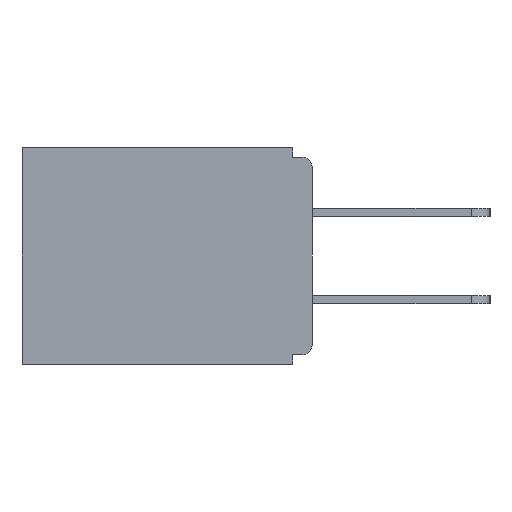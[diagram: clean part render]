
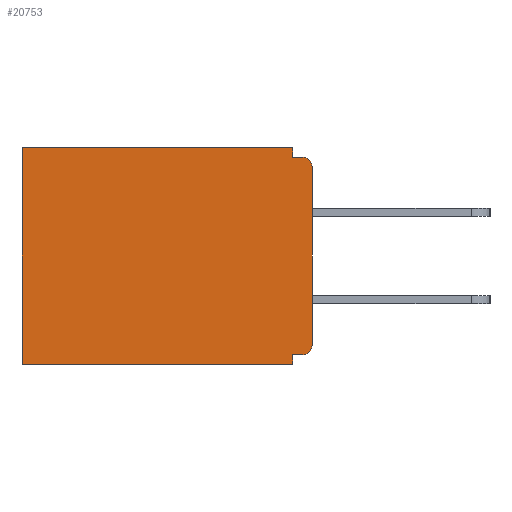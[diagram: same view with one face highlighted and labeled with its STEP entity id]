
A CAD part, left-side view. The second image highlights one B-rep face of the part: STEP entity #20753.
In plain terms, the highlighted planar face has unit normal (-1, 0, 0).
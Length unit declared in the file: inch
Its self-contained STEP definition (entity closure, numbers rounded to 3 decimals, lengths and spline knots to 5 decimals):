
#335 = CARTESIAN_POINT ( 'NONE',  ( 0.298, 0., -0.015 ) ) ;
#796 = CARTESIAN_POINT ( 'NONE',  ( 0.298, 0.031, -0.343 ) ) ;
#1246 = CIRCLE ( 'NONE', #15400, 0.015 ) ;
#1885 = ORIENTED_EDGE ( 'NONE', *, *, #21742, .F. ) ;
#2556 = EDGE_CURVE ( 'NONE', #8100, #13739, #11417, .T. ) ;
#2588 = ORIENTED_EDGE ( 'NONE', *, *, #6735, .T. ) ;
#2628 = VERTEX_POINT ( 'NONE', #7801 ) ;
#2696 = DIRECTION ( 'NONE',  ( -1., 0., 0. ) ) ;
#3245 = EDGE_CURVE ( 'NONE', #8100, #10999, #1246, .T. ) ;
#5230 = CARTESIAN_POINT ( 'NONE',  ( 0.298, 0.46, -0.343 ) ) ;
#5653 = VERTEX_POINT ( 'NONE', #18016 ) ;
#5716 = EDGE_CURVE ( 'NONE', #5915, #2628, #8770, .T. ) ;
#5915 = VERTEX_POINT ( 'NONE', #27803 ) ;
#6201 = VECTOR ( 'NONE', #27517, 39.37008 ) ;
#6387 = VECTOR ( 'NONE', #27204, 39.37008 ) ;
#6642 = CARTESIAN_POINT ( 'NONE',  ( 0.298, 0., -0.313 ) ) ;
#6735 = EDGE_CURVE ( 'NONE', #5653, #16460, #28895, .T. ) ;
#6877 = DIRECTION ( 'NONE',  ( 0., 0., -1. ) ) ;
#7651 = DIRECTION ( 'NONE',  ( 0., 1., 0. ) ) ;
#7801 = CARTESIAN_POINT ( 'NONE',  ( 0.298, 0.015, -0.015 ) ) ;
#7849 = ORIENTED_EDGE ( 'NONE', *, *, #17316, .T. ) ;
#8100 = VERTEX_POINT ( 'NONE', #26064 ) ;
#8289 = VECTOR ( 'NONE', #11901, 39.37008 ) ;
#8770 = LINE ( 'NONE', #335, #18527 ) ;
#9275 = ORIENTED_EDGE ( 'NONE', *, *, #25220, .F. ) ;
#9718 = VECTOR ( 'NONE', #27832, 39.37008 ) ;
#9813 = EDGE_LOOP ( 'NONE', ( #7849, #20767, #9275, #24091, #2588, #23228, #1885, #11526, #18276, #23382 ) ) ;
#9816 = VECTOR ( 'NONE', #20915, 39.37008 ) ;
#10662 = EDGE_CURVE ( 'NONE', #14973, #10999, #15731, .T. ) ;
#10664 = EDGE_CURVE ( 'NONE', #14778, #5653, #23404, .T. ) ;
#10999 = VERTEX_POINT ( 'NONE', #6642 ) ;
#11228 = VECTOR ( 'NONE', #7651, 39.37008 ) ;
#11417 = LINE ( 'NONE', #25103, #8289 ) ;
#11526 = ORIENTED_EDGE ( 'NONE', *, *, #2556, .F. ) ;
#11759 = CARTESIAN_POINT ( 'NONE',  ( 0.298, 0.46, 0. ) ) ;
#11901 = DIRECTION ( 'NONE',  ( 0., 1., 0. ) ) ;
#12273 = CARTESIAN_POINT ( 'NONE',  ( 0.298, 0., -0.343 ) ) ;
#13601 = CARTESIAN_POINT ( 'NONE',  ( 0.298, 0.031, -0.343 ) ) ;
#13706 = DIRECTION ( 'NONE',  ( 0., 0., -1. ) ) ;
#13739 = VERTEX_POINT ( 'NONE', #14135 ) ;
#13880 = CARTESIAN_POINT ( 'NONE',  ( 0.298, 0.015, -0.313 ) ) ;
#14135 = CARTESIAN_POINT ( 'NONE',  ( 0.298, 0.031, -0.328 ) ) ;
#14269 = CARTESIAN_POINT ( 'NONE',  ( 0.298, 0., 0. ) ) ;
#14602 = LINE ( 'NONE', #12273, #9718 ) ;
#14778 = VERTEX_POINT ( 'NONE', #21695 ) ;
#14973 = VERTEX_POINT ( 'NONE', #28351 ) ;
#15400 = AXIS2_PLACEMENT_3D ( 'NONE', #13880, #18176, #6877 ) ;
#15731 = LINE ( 'NONE', #27291, #9816 ) ;
#16032 = CARTESIAN_POINT ( 'NONE',  ( 0.298, 0.015, -0.03 ) ) ;
#16226 = DIRECTION ( 'NONE',  ( 0., 0., -1. ) ) ;
#16460 = VERTEX_POINT ( 'NONE', #5230 ) ;
#16602 = VERTEX_POINT ( 'NONE', #796 ) ;
#17294 = AXIS2_PLACEMENT_3D ( 'NONE', #18278, #20733, #16226 ) ;
#17316 = EDGE_CURVE ( 'NONE', #14973, #2628, #27946, .T. ) ;
#18016 = CARTESIAN_POINT ( 'NONE',  ( 0.298, 0.46, 0. ) ) ;
#18176 = DIRECTION ( 'NONE',  ( -1., 0., 0. ) ) ;
#18276 = ORIENTED_EDGE ( 'NONE', *, *, #3245, .T. ) ;
#18278 = CARTESIAN_POINT ( 'NONE',  ( 0.298, 0., 0. ) ) ;
#18286 = DIRECTION ( 'NONE',  ( 0., 0., -1. ) ) ;
#18527 = VECTOR ( 'NONE', #20555, 39.37008 ) ;
#18975 = CARTESIAN_POINT ( 'NONE',  ( 0.298, 0.031, -0.343 ) ) ;
#19823 = FACE_OUTER_BOUND ( 'NONE', #9813, .T. ) ;
#20332 = EDGE_CURVE ( 'NONE', #16602, #16460, #14602, .T. ) ;
#20555 = DIRECTION ( 'NONE',  ( 0., -1., 0. ) ) ;
#20733 = DIRECTION ( 'NONE',  ( 1., 0., 0. ) ) ;
#20753 = ADVANCED_FACE ( 'NONE', ( #19823 ), #25152, .F. ) ;
#20767 = ORIENTED_EDGE ( 'NONE', *, *, #5716, .F. ) ;
#20915 = DIRECTION ( 'NONE',  ( 0., 0., -1. ) ) ;
#21695 = CARTESIAN_POINT ( 'NONE',  ( 0.298, 0.031, 0. ) ) ;
#21742 = EDGE_CURVE ( 'NONE', #13739, #16602, #25173, .T. ) ;
#22926 = LINE ( 'NONE', #18975, #6201 ) ;
#23228 = ORIENTED_EDGE ( 'NONE', *, *, #20332, .F. ) ;
#23382 = ORIENTED_EDGE ( 'NONE', *, *, #10662, .F. ) ;
#23404 = LINE ( 'NONE', #14269, #11228 ) ;
#24091 = ORIENTED_EDGE ( 'NONE', *, *, #10664, .T. ) ;
#25103 = CARTESIAN_POINT ( 'NONE',  ( 0.298, 0., -0.328 ) ) ;
#25152 = PLANE ( 'NONE',  #17294 ) ;
#25173 = LINE ( 'NONE', #13601, #6387 ) ;
#25220 = EDGE_CURVE ( 'NONE', #14778, #5915, #22926, .T. ) ;
#25748 = VECTOR ( 'NONE', #13706, 39.37008 ) ;
#26064 = CARTESIAN_POINT ( 'NONE',  ( 0.298, 0.015, -0.328 ) ) ;
#27204 = DIRECTION ( 'NONE',  ( 0., 0., -1. ) ) ;
#27291 = CARTESIAN_POINT ( 'NONE',  ( 0.298, 0., 0. ) ) ;
#27517 = DIRECTION ( 'NONE',  ( 0., 0., -1. ) ) ;
#27803 = CARTESIAN_POINT ( 'NONE',  ( 0.298, 0.031, -0.015 ) ) ;
#27832 = DIRECTION ( 'NONE',  ( 0., 1., 0. ) ) ;
#27854 = AXIS2_PLACEMENT_3D ( 'NONE', #16032, #2696, #18286 ) ;
#27946 = CIRCLE ( 'NONE', #27854, 0.015 ) ;
#28351 = CARTESIAN_POINT ( 'NONE',  ( 0.298, 0., -0.03 ) ) ;
#28895 = LINE ( 'NONE', #11759, #25748 ) ;
